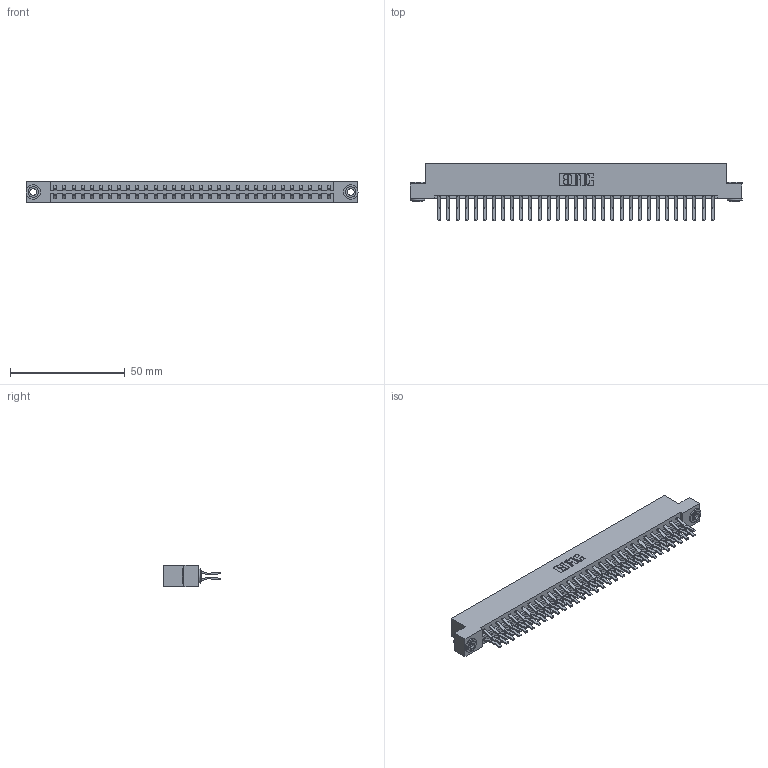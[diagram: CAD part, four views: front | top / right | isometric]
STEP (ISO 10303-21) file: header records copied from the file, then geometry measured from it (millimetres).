
FILE_DESCRIPTION (( 'STEP AP203' ), '1' );
FILE_NAME ('833-062-560-203.STEP', '2020-06-05T06:27:50', ( '' ), ( '' ), 'SwSTEP 2.0', 'SolidWorks 2020', '' );
FILE_SCHEMA (( 'CONFIG_CONTROL_DESIGN' ));
Length unit declared in the file: inch
Products named in the file (4): 345-250-002_345-250-002-102; 833-062-560-203; 345-292-001_560 Tail; 833 Part_Flush - .156 Dia - TH
Assembly tree (65 placements, depth 2):
  833-062-560-203
    833 Part_Flush - .156 Dia - TH
    345-292-001_560 Tail  x62
    345-250-002_345-250-002-102  x2
Bounding box: 144.37 x 24.78 x 9.4 mm (x, y, z)
Volume: 15062.6 mm3; surface area: 19069.7 mm2
Topology: 65 solids, 65 shells, 3500 faces, 10369 edges, 6826 vertices
Faces by surface type: plane 2312, cylinder 1180, cone 8
Entity records: 22104 total; most frequent: CARTESIAN_POINT 3653, ORIENTED_EDGE 3582, DIRECTION 3177, EDGE_CURVE 1791, VECTOR 1635, LINE 1635, VERTEX_POINT 1190, AXIS2_PLACEMENT_3D 771
